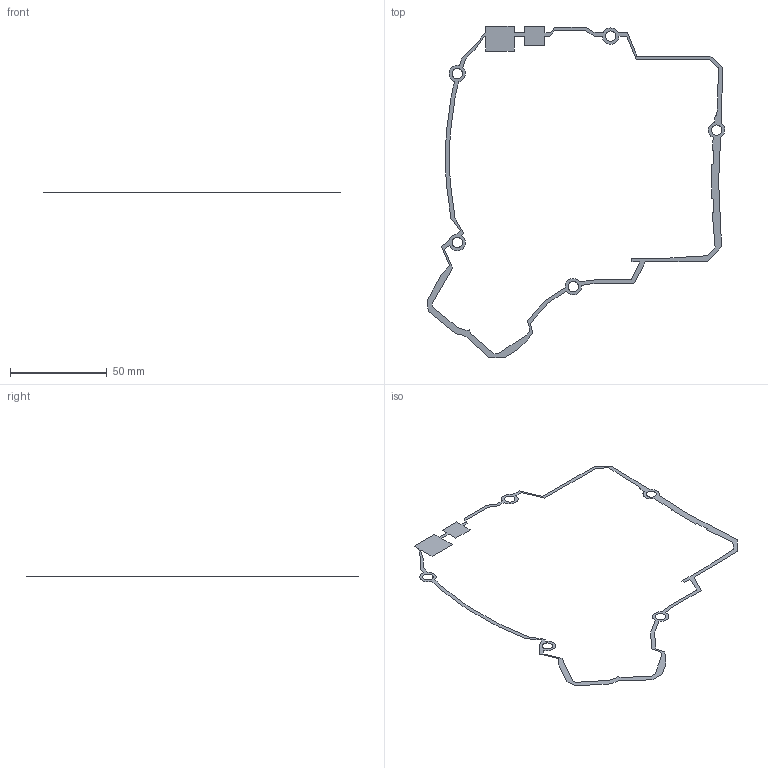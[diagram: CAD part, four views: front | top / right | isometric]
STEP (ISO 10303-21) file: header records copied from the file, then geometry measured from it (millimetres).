
FILE_DESCRIPTION(('Open CASCADE Model'),'2;1');
FILE_NAME('Open CASCADE Shape Model','2021-04-01T00:33:25',('Author'),( 'Open CASCADE'),'Open CASCADE STEP processor 7.5','Open CASCADE 7.5' ,'Unknown');
FILE_SCHEMA(('AUTOMOTIVE_DESIGN { 1 0 10303 214 1 1 1 1 }'));
Length unit declared in the file: millimetre
Products named in the file (1): Open CASCADE STEP translator 7.5 3
Bounding box: 153.65 x 171.38 x 0 mm (x, y, z)
Surface area: 1638 mm2 (no closed solid volume)
Topology: 0 solids, 1 shells, 1 faces, 141 edges, 141 vertices
Faces by surface type: plane 1
Entity records: 2042 total; most frequent: CARTESIAN_POINT 551, DIRECTION 175, ORIENTED_EDGE 141, EDGE_CURVE 141, VERTEX_POINT 141, SURFACE_CURVE 141, PCURVE 141, DEFINITIONAL_REPRESENTATION 141
